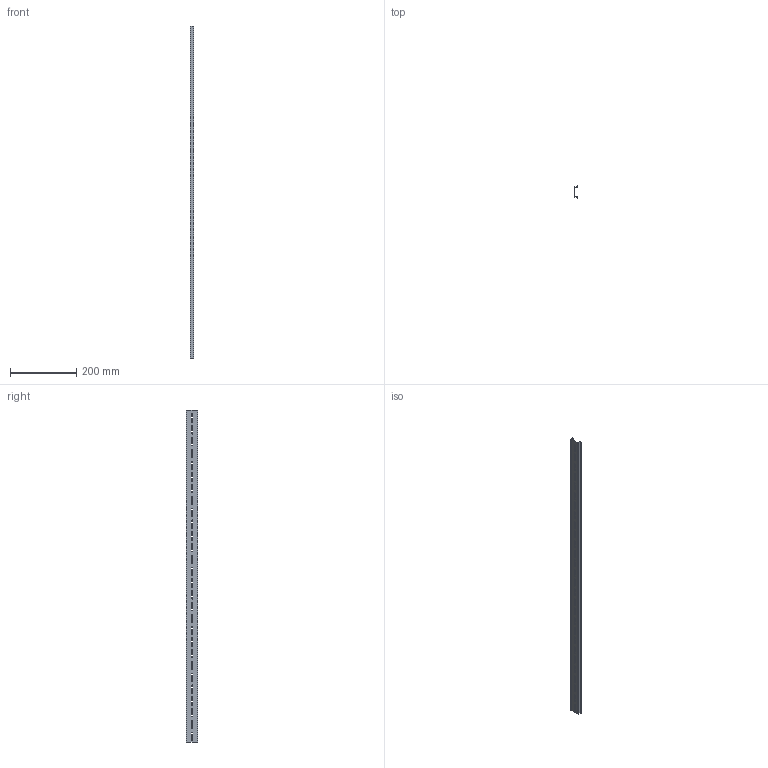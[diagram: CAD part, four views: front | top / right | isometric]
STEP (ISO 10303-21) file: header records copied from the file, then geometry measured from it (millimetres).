
FILE_DESCRIPTION (( 'STEP AP203' ), '1' );
FILE_NAME ('8961K17_Aluminum DIN 3 Rail.STEP', '2021-09-10T19:28:25', ( 'Administrator' ), ( 'Managed by Terraform' ), 'SwSTEP 2.0', 'SolidWorks 2017', '' );
FILE_SCHEMA (( 'CONFIG_CONTROL_DESIGN' ));
Length unit declared in the file: millimetre
Products named in the file (1): 8961K17_Aluminum DIN 3 Rail
Bounding box: 10 x 35 x 1000 mm (x, y, z)
Volume: 76564.1 mm3; surface area: 106285.8 mm2
Topology: 1 solids, 1 shells, 162 faces, 480 edges, 320 vertices
Faces by surface type: cylinder 88, plane 74
Entity records: 5669 total; most frequent: DIRECTION 982, CARTESIAN_POINT 963, ORIENTED_EDGE 960, EDGE_CURVE 480, AXIS2_PLACEMENT_3D 339, VERTEX_POINT 320, LINE 304, VECTOR 304
